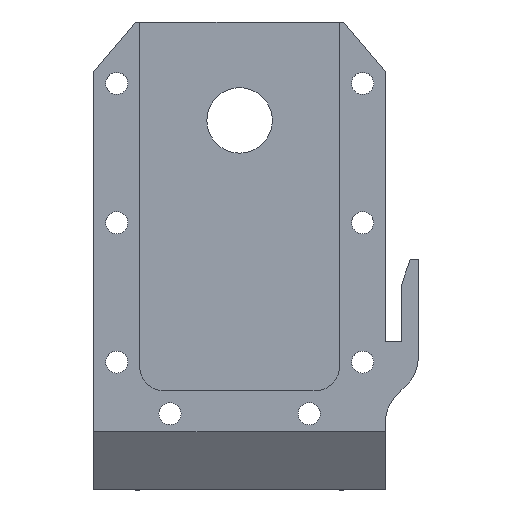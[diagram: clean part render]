
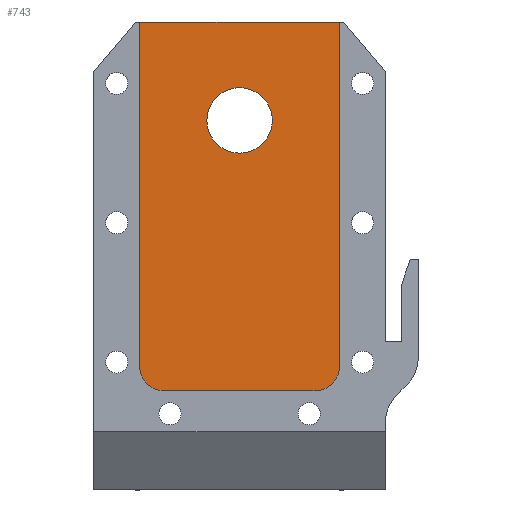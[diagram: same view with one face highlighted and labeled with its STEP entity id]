
A CAD part, top view. The second image highlights one B-rep face of the part: STEP entity #743.
In plain terms, the highlighted planar face has unit normal (0, 0, 1).
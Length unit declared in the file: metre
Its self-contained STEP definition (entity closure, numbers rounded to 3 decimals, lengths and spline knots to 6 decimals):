
#67 = CARTESIAN_POINT ( 'NONE',  ( 0., 0.1446, -0.10225 ) ) ;
#130 = CARTESIAN_POINT ( 'NONE',  ( -0.0046, 0.1116, -0.10225 ) ) ;
#165 = VERTEX_POINT ( 'NONE', #2874 ) ;
#279 = VERTEX_POINT ( 'NONE', #1967 ) ;
#299 = DIRECTION ( 'NONE',  ( 1., 0., 0. ) ) ;
#315 = FACE_BOUND ( 'NONE', #2888, .T. ) ;
#320 = CARTESIAN_POINT ( 'NONE',  ( 0.0092, 0.1116, -0.10225 ) ) ;
#415 = EDGE_CURVE ( 'NONE', #794, #279, #2092, .T. ) ;
#530 = ORIENTED_EDGE ( 'NONE', *, *, #2679, .T. ) ;
#620 = AXIS2_PLACEMENT_3D ( 'NONE', #67, #1547, #1795 ) ;
#637 = FACE_OUTER_BOUND ( 'NONE', #4320, .T. ) ;
#707 = LINE ( 'NONE', #3530, #4053 ) ;
#743 = ADVANCED_FACE ( 'NONE', ( #315, #637 ), #2403, .F. ) ;
#794 = VERTEX_POINT ( 'NONE', #1448 ) ;
#864 = CIRCLE ( 'NONE', #1890, 0.003 ) ;
#917 = AXIS2_PLACEMENT_3D ( 'NONE', #1723, #4222, #3138 ) ;
#946 = EDGE_CURVE ( 'NONE', #279, #794, #1364, .T. ) ;
#1001 = EDGE_CURVE ( 'NONE', #3380, #2352, #2653, .T. ) ;
#1111 = LINE ( 'NONE', #2528, #1159 ) ;
#1159 = VECTOR ( 'NONE', #3938, 1. ) ;
#1169 = LINE ( 'NONE', #1519, #2053 ) ;
#1216 = CARTESIAN_POINT ( 'NONE',  ( 0., 0.1446, -0.10225 ) ) ;
#1364 = CIRCLE ( 'NONE', #2402, 0.004 ) ;
#1413 = CIRCLE ( 'NONE', #1746, 0.003 ) ;
#1448 = CARTESIAN_POINT ( 'NONE',  ( 0.004, 0.1446, -0.10225 ) ) ;
#1519 = CARTESIAN_POINT ( 'NONE',  ( -0.0122, 0.14395, -0.10225 ) ) ;
#1542 = DIRECTION ( 'NONE',  ( 1., 0., 0. ) ) ;
#1547 = DIRECTION ( 'NONE',  ( 0., 0., -1. ) ) ;
#1632 = CARTESIAN_POINT ( 'NONE',  ( -0.0122, 0.1566, -0.10225 ) ) ;
#1723 = CARTESIAN_POINT ( 'NONE',  ( 0., 0.1313, -0.10225 ) ) ;
#1746 = AXIS2_PLACEMENT_3D ( 'NONE', #3815, #1772, #299 ) ;
#1772 = DIRECTION ( 'NONE',  ( 0., 0., 1. ) ) ;
#1787 = ORIENTED_EDGE ( 'NONE', *, *, #1001, .T. ) ;
#1795 = DIRECTION ( 'NONE',  ( -1., 0., 0. ) ) ;
#1890 = AXIS2_PLACEMENT_3D ( 'NONE', #2561, #2215, #4343 ) ;
#1913 = VERTEX_POINT ( 'NONE', #2405 ) ;
#1967 = CARTESIAN_POINT ( 'NONE',  ( -0.004, 0.1446, -0.10225 ) ) ;
#2053 = VECTOR ( 'NONE', #3929, 1. ) ;
#2092 = CIRCLE ( 'NONE', #620, 0.004 ) ;
#2184 = ORIENTED_EDGE ( 'NONE', *, *, #4423, .T. ) ;
#2215 = DIRECTION ( 'NONE',  ( 0., 0., 1. ) ) ;
#2228 = EDGE_CURVE ( 'NONE', #2352, #165, #1413, .T. ) ;
#2251 = VECTOR ( 'NONE', #1542, 1. ) ;
#2337 = ORIENTED_EDGE ( 'NONE', *, *, #4226, .T. ) ;
#2352 = VERTEX_POINT ( 'NONE', #320 ) ;
#2402 = AXIS2_PLACEMENT_3D ( 'NONE', #1216, #4109, #4406 ) ;
#2403 = PLANE ( 'NONE',  #917 ) ;
#2405 = CARTESIAN_POINT ( 'NONE',  ( -0.0122, 0.1146, -0.10225 ) ) ;
#2528 = CARTESIAN_POINT ( 'NONE',  ( 0.0122, 0.12295, -0.10225 ) ) ;
#2561 = CARTESIAN_POINT ( 'NONE',  ( -0.0092, 0.1146, -0.10225 ) ) ;
#2653 = LINE ( 'NONE', #130, #2251 ) ;
#2679 = EDGE_CURVE ( 'NONE', #4167, #3048, #707, .T. ) ;
#2837 = EDGE_CURVE ( 'NONE', #3048, #1913, #1169, .T. ) ;
#2874 = CARTESIAN_POINT ( 'NONE',  ( 0.0122, 0.1146, -0.10225 ) ) ;
#2888 = EDGE_LOOP ( 'NONE', ( #4297, #3559 ) ) ;
#2953 = ORIENTED_EDGE ( 'NONE', *, *, #2228, .T. ) ;
#3048 = VERTEX_POINT ( 'NONE', #1632 ) ;
#3059 = ORIENTED_EDGE ( 'NONE', *, *, #2837, .T. ) ;
#3138 = DIRECTION ( 'NONE',  ( 0., -1., 0. ) ) ;
#3380 = VERTEX_POINT ( 'NONE', #3611 ) ;
#3530 = CARTESIAN_POINT ( 'NONE',  ( 0.0127, 0.1566, -0.10225 ) ) ;
#3559 = ORIENTED_EDGE ( 'NONE', *, *, #415, .T. ) ;
#3583 = CARTESIAN_POINT ( 'NONE',  ( 0.0122, 0.1566, -0.10225 ) ) ;
#3611 = CARTESIAN_POINT ( 'NONE',  ( -0.0092, 0.1116, -0.10225 ) ) ;
#3815 = CARTESIAN_POINT ( 'NONE',  ( 0.0092, 0.1146, -0.10225 ) ) ;
#3839 = DIRECTION ( 'NONE',  ( -1., 0., 0. ) ) ;
#3929 = DIRECTION ( 'NONE',  ( 0., -1., 0. ) ) ;
#3938 = DIRECTION ( 'NONE',  ( 0., 1., 0. ) ) ;
#4053 = VECTOR ( 'NONE', #3839, 1. ) ;
#4109 = DIRECTION ( 'NONE',  ( 0., 0., -1. ) ) ;
#4167 = VERTEX_POINT ( 'NONE', #3583 ) ;
#4222 = DIRECTION ( 'NONE',  ( 0., 0., -1. ) ) ;
#4226 = EDGE_CURVE ( 'NONE', #165, #4167, #1111, .T. ) ;
#4297 = ORIENTED_EDGE ( 'NONE', *, *, #946, .T. ) ;
#4320 = EDGE_LOOP ( 'NONE', ( #3059, #2184, #1787, #2953, #2337, #530 ) ) ;
#4343 = DIRECTION ( 'NONE',  ( 0., -1., 0. ) ) ;
#4406 = DIRECTION ( 'NONE',  ( -1., 0., 0. ) ) ;
#4423 = EDGE_CURVE ( 'NONE', #1913, #3380, #864, .T. ) ;
